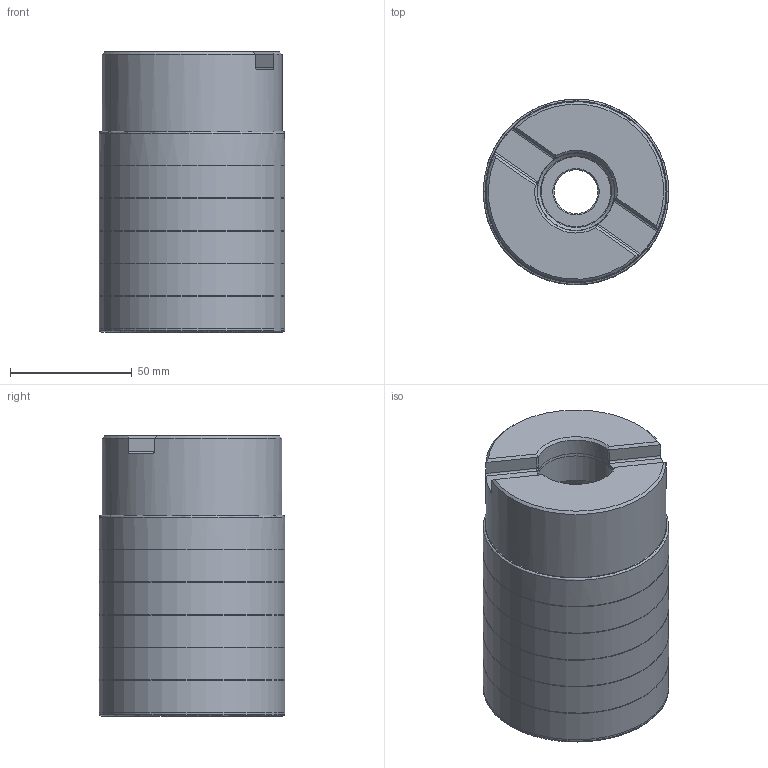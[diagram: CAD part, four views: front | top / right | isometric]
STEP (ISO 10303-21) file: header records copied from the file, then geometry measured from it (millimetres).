
FILE_DESCRIPTION(/* description */ (''),/* implementation_level */ '2;1');
FILE_NAME(/* name */ '202745711ndi000_00.stp',/* time_stamp */ '2019-12-09T12:45:00+01:00',/* author */ (''),/* organization */ (''),/* preprocessor_version */ 'ST-DEVELOPER v16.7',/* originating_system */ 'SIEMENS PLM Software NX 12.0',/* authorisation */ '');
FILE_SCHEMA (('AUTOMOTIVE_DESIGN { 1 0 10303 214 3 1 1 1 }'));
Length unit declared in the file: millimetre
Products named in the file (1): mp5436B4F5788vnw
Bounding box: 76.15 x 76.14 x 115 mm (x, y, z)
Volume: 583812.6 mm3; surface area: 82540.6 mm2
Topology: 2 solids, 2 shells, 98 faces, 226 edges, 132 vertices
Faces by surface type: revolution 33, cylinder 23, plane 16, cone 15, torus 11
Full cylindrical faces by diameter (mm): 18 x1, 27 x1, 31.758 x1, 31.95 x1, 73.946 x1
Entity records: 3023 total; most frequent: CARTESIAN_POINT 1131, DIRECTION 355, ORIENTED_EDGE 314, EDGE_LOOP 158, EDGE_CURVE 157, AXIS2_PLACEMENT_3D 143, FACE_BOUND 120, VERTEX_POINT 119
